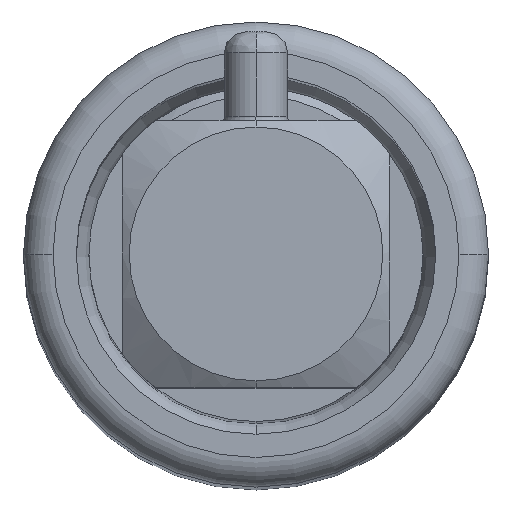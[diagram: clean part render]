
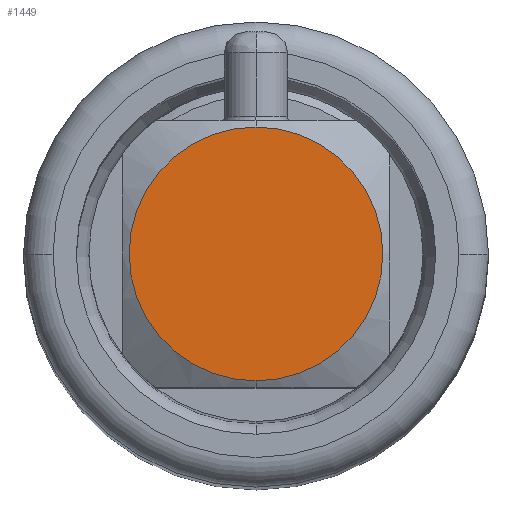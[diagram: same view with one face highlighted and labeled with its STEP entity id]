
A CAD part, top view. The second image highlights one B-rep face of the part: STEP entity #1449.
In plain terms, the highlighted planar face has unit normal (0, 0, 1).
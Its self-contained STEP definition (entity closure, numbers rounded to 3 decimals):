
#681=CARTESIAN_POINT('',(0.,0.,75.));
#682=DIRECTION('',(0.,0.,-1.));
#683=DIRECTION('',(0.,1.,0.));
#684=AXIS2_PLACEMENT_3D('',#681,#682,#683);
#686=CARTESIAN_POINT('',(0.,0.,75.));
#687=DIRECTION('',(0.,0.,-1.));
#688=DIRECTION('',(0.,-1.,0.));
#689=AXIS2_PLACEMENT_3D('',#686,#687,#688);
#828=CARTESIAN_POINT('',(0.,3.,75.));
#829=CARTESIAN_POINT('',(0.,-3.,75.));
#830=VERTEX_POINT('',#828);
#831=VERTEX_POINT('',#829);
#1439=CARTESIAN_POINT('',(0.,0.,75.));
#1440=DIRECTION('',(0.,0.,1.));
#1441=DIRECTION('',(0.,1.,0.));
#1442=AXIS2_PLACEMENT_3D('',#1439,#1440,#1441);
#1443=PLANE('',#1442);
#1444=ORIENTED_EDGE('',*,*,#1423,.T.);
#1446=ORIENTED_EDGE('',*,*,#1445,.T.);
#1447=EDGE_LOOP('',(#1444,#1446));
#1448=FACE_OUTER_BOUND('',#1447,.F.);
#1449=ADVANCED_FACE('',(#1448),#1443,.T.);
#685=CIRCLE('',#684,3.);
#690=CIRCLE('',#689,3.);
#1423=EDGE_CURVE('',#830,#831,#685,.T.);
#1445=EDGE_CURVE('',#831,#830,#690,.T.);
